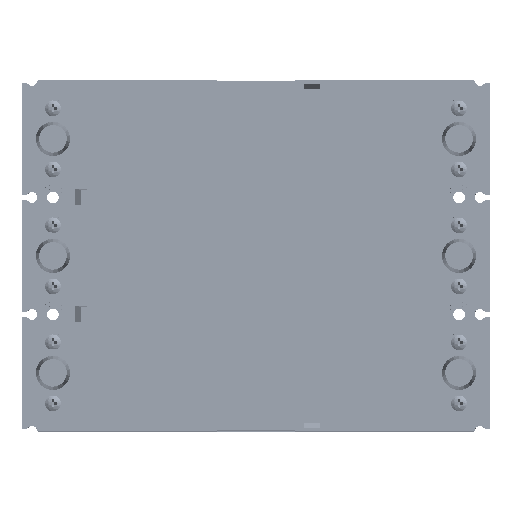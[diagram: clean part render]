
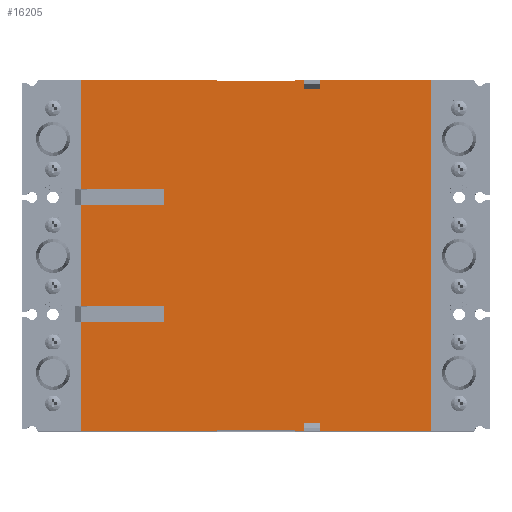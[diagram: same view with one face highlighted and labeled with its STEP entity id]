
A CAD part, top view. The second image highlights one B-rep face of the part: STEP entity #16205.
In plain terms, the highlighted planar face has unit normal (0, 0, 1).
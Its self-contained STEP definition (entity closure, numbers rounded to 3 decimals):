
#2460=DIRECTION('',(-1.,0.,0.));
#2461=VECTOR('',#2460,47.);
#2462=CARTESIAN_POINT('',(23.5,104.5,51.));
#2463=LINE('',#2462,#2461);
#2468=DIRECTION('',(0.,1.,0.));
#2469=VECTOR('',#2468,9.5);
#2470=CARTESIAN_POINT('',(-55.,30.25,51.));
#2471=LINE('',#2470,#2469);
#2472=DIRECTION('',(-1.,0.,0.));
#2473=VECTOR('',#2472,49.6);
#2474=CARTESIAN_POINT('',(-55.,39.75,51.));
#2475=LINE('',#2474,#2473);
#2476=DIRECTION('',(0.,1.,0.));
#2477=VECTOR('',#2476,65.25);
#2478=CARTESIAN_POINT('',(-104.6,39.75,51.));
#2479=LINE('',#2478,#2477);
#2480=DIRECTION('',(1.,0.,0.));
#2481=VECTOR('',#2480,81.1);
#2482=CARTESIAN_POINT('',(-104.6,105.,51.));
#2483=LINE('',#2482,#2481);
#2484=DIRECTION('',(0.,-1.,0.));
#2485=VECTOR('',#2484,0.5);
#2486=CARTESIAN_POINT('',(-23.5,105.,51.));
#2487=LINE('',#2486,#2485);
#2488=DIRECTION('',(1.,0.,0.));
#2489=VECTOR('',#2488,5.348);
#2490=CARTESIAN_POINT('',(23.5,105.,51.));
#2491=LINE('',#2490,#2489);
#2492=DIRECTION('',(0.,-1.,0.));
#2493=VECTOR('',#2492,5.);
#2494=CARTESIAN_POINT('',(28.848,105.,51.));
#2495=LINE('',#2494,#2493);
#2496=DIRECTION('',(1.,0.,0.));
#2497=VECTOR('',#2496,9.305);
#2498=CARTESIAN_POINT('',(28.848,100.,51.));
#2499=LINE('',#2498,#2497);
#2500=DIRECTION('',(1.,0.,0.));
#2501=VECTOR('',#2500,66.448);
#2502=CARTESIAN_POINT('',(38.152,105.,51.));
#2503=LINE('',#2502,#2501);
#2504=DIRECTION('',(0.,1.,0.));
#2505=VECTOR('',#2504,5.);
#2506=CARTESIAN_POINT('',(38.152,-105.,51.));
#2507=LINE('',#2506,#2505);
#2508=DIRECTION('',(-1.,0.,0.));
#2509=VECTOR('',#2508,9.305);
#2510=CARTESIAN_POINT('',(38.152,-100.,51.));
#2511=LINE('',#2510,#2509);
#2512=DIRECTION('',(0.,1.,0.));
#2513=VECTOR('',#2512,0.5);
#2514=CARTESIAN_POINT('',(23.5,-105.,51.));
#2515=LINE('',#2514,#2513);
#2516=DIRECTION('',(0.,1.,0.));
#2517=VECTOR('',#2516,65.25);
#2518=CARTESIAN_POINT('',(-104.6,-105.,51.));
#2519=LINE('',#2518,#2517);
#2520=DIRECTION('',(0.,1.,0.));
#2521=VECTOR('',#2520,9.5);
#2522=CARTESIAN_POINT('',(-55.,-39.75,51.));
#2523=LINE('',#2522,#2521);
#2524=DIRECTION('',(-1.,0.,0.));
#2525=VECTOR('',#2524,49.6);
#2526=CARTESIAN_POINT('',(-55.,-30.25,51.));
#2527=LINE('',#2526,#2525);
#2528=DIRECTION('',(0.,1.,0.));
#2529=VECTOR('',#2528,60.5);
#2530=CARTESIAN_POINT('',(-104.6,-30.25,51.));
#2531=LINE('',#2530,#2529);
#2560=DIRECTION('',(-1.,0.,0.));
#2561=VECTOR('',#2560,49.6);
#2562=CARTESIAN_POINT('',(-55.,30.25,51.));
#2563=LINE('',#2562,#2561);
#2604=DIRECTION('',(-1.,0.,0.));
#2605=VECTOR('',#2604,49.6);
#2606=CARTESIAN_POINT('',(-55.,-39.75,51.));
#2607=LINE('',#2606,#2605);
#2632=DIRECTION('',(1.,0.,0.));
#2633=VECTOR('',#2632,81.1);
#2634=CARTESIAN_POINT('',(-104.6,-105.,51.));
#2635=LINE('',#2634,#2633);
#5124=DIRECTION('',(0.,1.,0.));
#5125=VECTOR('',#5124,0.5);
#5126=CARTESIAN_POINT('',(-23.5,-105.,51.));
#5127=LINE('',#5126,#5125);
#5128=DIRECTION('',(1.,0.,0.));
#5129=VECTOR('',#5128,47.);
#5130=CARTESIAN_POINT('',(-23.5,-104.5,51.));
#5131=LINE('',#5130,#5129);
#5148=DIRECTION('',(1.,0.,0.));
#5149=VECTOR('',#5148,66.448);
#5150=CARTESIAN_POINT('',(38.152,-105.,51.));
#5151=LINE('',#5150,#5149);
#5164=DIRECTION('',(1.,0.,0.));
#5165=VECTOR('',#5164,5.348);
#5166=CARTESIAN_POINT('',(23.5,-105.,51.));
#5167=LINE('',#5166,#5165);
#5200=DIRECTION('',(0.,1.,0.));
#5201=VECTOR('',#5200,5.);
#5202=CARTESIAN_POINT('',(28.848,-105.,51.));
#5203=LINE('',#5202,#5201);
#5216=DIRECTION('',(0.,1.,0.));
#5217=VECTOR('',#5216,210.);
#5218=CARTESIAN_POINT('',(104.6,-105.,51.));
#5219=LINE('',#5218,#5217);
#5276=DIRECTION('',(0.,-1.,0.));
#5277=VECTOR('',#5276,5.);
#5278=CARTESIAN_POINT('',(38.152,105.,51.));
#5279=LINE('',#5278,#5277);
#5280=DIRECTION('',(0.,-1.,0.));
#5281=VECTOR('',#5280,0.5);
#5282=CARTESIAN_POINT('',(23.5,105.,51.));
#5283=LINE('',#5282,#5281);
#11232=CARTESIAN_POINT('',(-23.5,105.,51.));
#11233=VERTEX_POINT('',#11232);
#11234=CARTESIAN_POINT('',(-104.6,105.,51.));
#11235=VERTEX_POINT('',#11234);
#11236=CARTESIAN_POINT('',(-23.5,104.5,51.));
#11237=VERTEX_POINT('',#11236);
#11238=CARTESIAN_POINT('',(23.5,104.5,51.));
#11239=VERTEX_POINT('',#11238);
#11240=CARTESIAN_POINT('',(-55.,30.25,51.));
#11241=CARTESIAN_POINT('',(-55.,39.75,51.));
#11242=VERTEX_POINT('',#11240);
#11243=VERTEX_POINT('',#11241);
#11244=CARTESIAN_POINT('',(-104.6,39.75,51.));
#11245=VERTEX_POINT('',#11244);
#11246=CARTESIAN_POINT('',(23.5,105.,51.));
#11247=VERTEX_POINT('',#11246);
#11248=CARTESIAN_POINT('',(28.848,105.,51.));
#11249=VERTEX_POINT('',#11248);
#11250=CARTESIAN_POINT('',(28.848,100.,51.));
#11251=VERTEX_POINT('',#11250);
#11252=CARTESIAN_POINT('',(38.152,100.,51.));
#11253=VERTEX_POINT('',#11252);
#11254=CARTESIAN_POINT('',(38.152,105.,51.));
#11255=VERTEX_POINT('',#11254);
#11256=CARTESIAN_POINT('',(104.6,105.,51.));
#11257=VERTEX_POINT('',#11256);
#11258=CARTESIAN_POINT('',(104.6,-105.,51.));
#11259=VERTEX_POINT('',#11258);
#11260=CARTESIAN_POINT('',(38.152,-105.,51.));
#11261=VERTEX_POINT('',#11260);
#11262=CARTESIAN_POINT('',(38.152,-100.,51.));
#11263=VERTEX_POINT('',#11262);
#11264=CARTESIAN_POINT('',(28.848,-100.,51.));
#11265=VERTEX_POINT('',#11264);
#11266=CARTESIAN_POINT('',(28.848,-105.,51.));
#11267=VERTEX_POINT('',#11266);
#11268=CARTESIAN_POINT('',(23.5,-105.,51.));
#11269=VERTEX_POINT('',#11268);
#11270=CARTESIAN_POINT('',(23.5,-104.5,51.));
#11271=VERTEX_POINT('',#11270);
#11272=CARTESIAN_POINT('',(-23.5,-104.5,51.));
#11273=VERTEX_POINT('',#11272);
#11274=CARTESIAN_POINT('',(-23.5,-105.,51.));
#11275=VERTEX_POINT('',#11274);
#11276=CARTESIAN_POINT('',(-104.6,-105.,51.));
#11277=VERTEX_POINT('',#11276);
#11278=CARTESIAN_POINT('',(-104.6,-39.75,51.));
#11279=VERTEX_POINT('',#11278);
#11280=CARTESIAN_POINT('',(-55.,-39.75,51.));
#11281=VERTEX_POINT('',#11280);
#11282=CARTESIAN_POINT('',(-55.,-30.25,51.));
#11283=VERTEX_POINT('',#11282);
#11284=CARTESIAN_POINT('',(-104.6,-30.25,51.));
#11285=VERTEX_POINT('',#11284);
#11286=CARTESIAN_POINT('',(-104.6,30.25,51.));
#11287=VERTEX_POINT('',#11286);
#16145=CARTESIAN_POINT('',(-140.,-105.,51.));
#16146=DIRECTION('',(0.,0.,1.));
#16147=DIRECTION('',(1.,0.,0.));
#16148=AXIS2_PLACEMENT_3D('',#16145,#16146,#16147);
#16149=PLANE('',#16148);
#16151=ORIENTED_EDGE('',*,*,#16150,.T.);
#16153=ORIENTED_EDGE('',*,*,#16152,.T.);
#16155=ORIENTED_EDGE('',*,*,#16154,.T.);
#16156=ORIENTED_EDGE('',*,*,#16109,.T.);
#16157=ORIENTED_EDGE('',*,*,#16126,.T.);
#16158=ORIENTED_EDGE('',*,*,#16136,.F.);
#16160=ORIENTED_EDGE('',*,*,#16159,.F.);
#16162=ORIENTED_EDGE('',*,*,#16161,.T.);
#16164=ORIENTED_EDGE('',*,*,#16163,.T.);
#16166=ORIENTED_EDGE('',*,*,#16165,.T.);
#16168=ORIENTED_EDGE('',*,*,#16167,.F.);
#16170=ORIENTED_EDGE('',*,*,#16169,.T.);
#16172=ORIENTED_EDGE('',*,*,#16171,.F.);
#16174=ORIENTED_EDGE('',*,*,#16173,.F.);
#16176=ORIENTED_EDGE('',*,*,#16175,.T.);
#16178=ORIENTED_EDGE('',*,*,#16177,.T.);
#16180=ORIENTED_EDGE('',*,*,#16179,.F.);
#16182=ORIENTED_EDGE('',*,*,#16181,.F.);
#16184=ORIENTED_EDGE('',*,*,#16183,.T.);
#16186=ORIENTED_EDGE('',*,*,#16185,.F.);
#16188=ORIENTED_EDGE('',*,*,#16187,.F.);
#16190=ORIENTED_EDGE('',*,*,#16189,.F.);
#16192=ORIENTED_EDGE('',*,*,#16191,.T.);
#16194=ORIENTED_EDGE('',*,*,#16193,.F.);
#16196=ORIENTED_EDGE('',*,*,#16195,.T.);
#16198=ORIENTED_EDGE('',*,*,#16197,.T.);
#16200=ORIENTED_EDGE('',*,*,#16199,.T.);
#16202=ORIENTED_EDGE('',*,*,#16201,.F.);
#16203=EDGE_LOOP('',(#16151,#16153,#16155,#16156,#16157,#16158,#16160,#16162,
#16164,#16166,#16168,#16170,#16172,#16174,#16176,#16178,#16180,#16182,#16184,
#16186,#16188,#16190,#16192,#16194,#16196,#16198,#16200,#16202));
#16204=FACE_OUTER_BOUND('',#16203,.F.);
#16205=ADVANCED_FACE('',(#16204),#16149,.T.);
#16109=EDGE_CURVE('',#11235,#11233,#2483,.T.);
#16126=EDGE_CURVE('',#11233,#11237,#2487,.T.);
#16136=EDGE_CURVE('',#11239,#11237,#2463,.T.);
#16150=EDGE_CURVE('',#11242,#11243,#2471,.T.);
#16152=EDGE_CURVE('',#11243,#11245,#2475,.T.);
#16154=EDGE_CURVE('',#11245,#11235,#2479,.T.);
#16159=EDGE_CURVE('',#11247,#11239,#5283,.T.);
#16161=EDGE_CURVE('',#11247,#11249,#2491,.T.);
#16163=EDGE_CURVE('',#11249,#11251,#2495,.T.);
#16165=EDGE_CURVE('',#11251,#11253,#2499,.T.);
#16167=EDGE_CURVE('',#11255,#11253,#5279,.T.);
#16169=EDGE_CURVE('',#11255,#11257,#2503,.T.);
#16171=EDGE_CURVE('',#11259,#11257,#5219,.T.);
#16173=EDGE_CURVE('',#11261,#11259,#5151,.T.);
#16175=EDGE_CURVE('',#11261,#11263,#2507,.T.);
#16177=EDGE_CURVE('',#11263,#11265,#2511,.T.);
#16179=EDGE_CURVE('',#11267,#11265,#5203,.T.);
#16181=EDGE_CURVE('',#11269,#11267,#5167,.T.);
#16183=EDGE_CURVE('',#11269,#11271,#2515,.T.);
#16185=EDGE_CURVE('',#11273,#11271,#5131,.T.);
#16187=EDGE_CURVE('',#11275,#11273,#5127,.T.);
#16189=EDGE_CURVE('',#11277,#11275,#2635,.T.);
#16191=EDGE_CURVE('',#11277,#11279,#2519,.T.);
#16193=EDGE_CURVE('',#11281,#11279,#2607,.T.);
#16195=EDGE_CURVE('',#11281,#11283,#2523,.T.);
#16197=EDGE_CURVE('',#11283,#11285,#2527,.T.);
#16199=EDGE_CURVE('',#11285,#11287,#2531,.T.);
#16201=EDGE_CURVE('',#11242,#11287,#2563,.T.);
